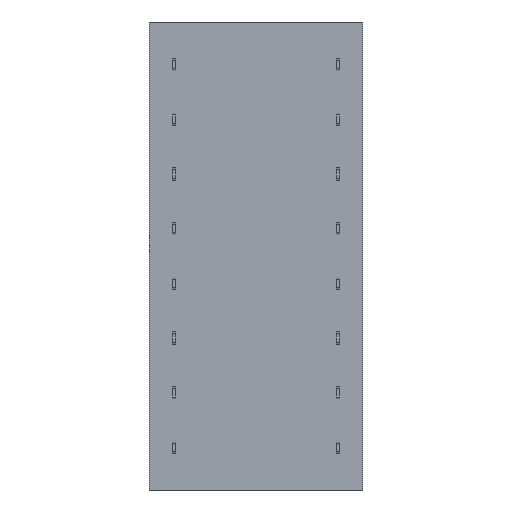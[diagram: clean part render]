
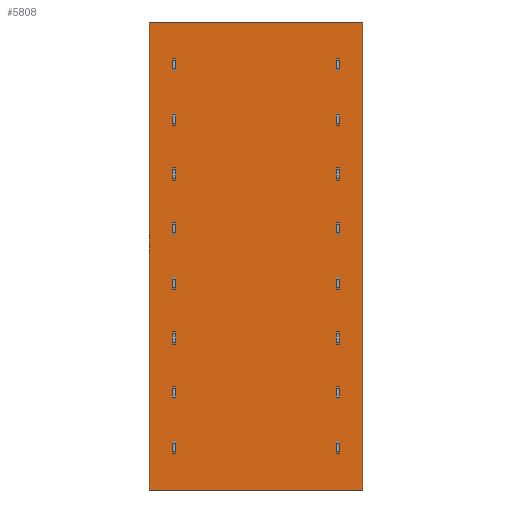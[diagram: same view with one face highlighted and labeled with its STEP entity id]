
A CAD part, front view. The second image highlights one B-rep face of the part: STEP entity #5808.
In plain terms, the highlighted planar face has unit normal (0, -1, 0).
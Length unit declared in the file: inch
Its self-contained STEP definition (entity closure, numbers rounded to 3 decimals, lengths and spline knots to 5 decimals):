
#1=DIRECTION ( 'NONE',  ( 0., 0., 1. ) );
#27=DIRECTION ( 'NONE',  ( -1., 0., 0. ) );
#46=VECTOR ( 'NONE', #27, 39.37008 );
#88=DIRECTION ( 'NONE',  ( 0., 0., -1. ) );
#93=VECTOR ( 'NONE', #88, 39.37008 );
#254=CARTESIAN_POINT ( 'NONE',  ( -0.19488, -0.05413, -0.67382 ) );
#336=VECTOR ( 'NONE', #1, 39.37008 );
#509=ORIENTED_EDGE ( 'NONE', *, *, #7486, .T. );
#653=CARTESIAN_POINT ( 'NONE',  ( 0., -0.05413, 0.05413 ) );
#869=VERTEX_POINT ( 'NONE', #2825 );
#1157=CARTESIAN_POINT ( 'NONE',  ( 0.19488, -0.05413, -0.67382 ) );
#1402=CARTESIAN_POINT ( 'NONE',  ( 0.19488, -0.05413, -0.07382 ) );
#1545=CARTESIAN_POINT ( 'NONE',  ( -0.19488, -0.05413, 0.18209 ) );
#1566=EDGE_CURVE ( 'NONE', #8063, #6838, #5552, .T. );
#1929=ORIENTED_EDGE ( 'NONE', *, *, #7874, .T. );
#2825=CARTESIAN_POINT ( 'NONE',  ( 0.19488, -0.05413, 0.18209 ) );
#3121=ORIENTED_EDGE ( 'NONE', *, *, #7884, .T. );
#3217=DIRECTION ( 'NONE',  ( -1., 0., 0. ) );
#3249=EDGE_LOOP ( 'NONE', ( #3121, #6917, #509, #1929 ) );
#3298=DIRECTION ( 'NONE',  ( 0., 1., 0. ) );
#4834=AXIS2_PLACEMENT_3D ( 'NONE', #653, #3298, #88 );
#5409=LINE ( 'NONE', #1545, #93 );
#5552=LINE ( 'NONE', #1157, #7173 );
#5633=FACE_OUTER_BOUND ( 'NONE', #3249, .T. );
#5808=ADVANCED_FACE ( 'NONE', ( #5633 ), #7944, .F. );
#6838=VERTEX_POINT ( 'NONE', #254 );
#6917=ORIENTED_EDGE ( 'NONE', *, *, #1566, .F. );
#6953=LINE ( 'NONE', #1402, #336 );
#7094=VERTEX_POINT ( 'NONE', #1545 );
#7173=VECTOR ( 'NONE', #3217, 39.37008 );
#7486=EDGE_CURVE ( 'NONE', #8063, #869, #6953, .T. );
#7672=LINE ( 'NONE', #2825, #46 );
#7874=EDGE_CURVE ( 'NONE', #869, #7094, #7672, .T. );
#7884=EDGE_CURVE ( 'NONE', #7094, #6838, #5409, .T. );
#7944=PLANE ( 'NONE',  #4834 );
#8063=VERTEX_POINT ( 'NONE', #1157 );
